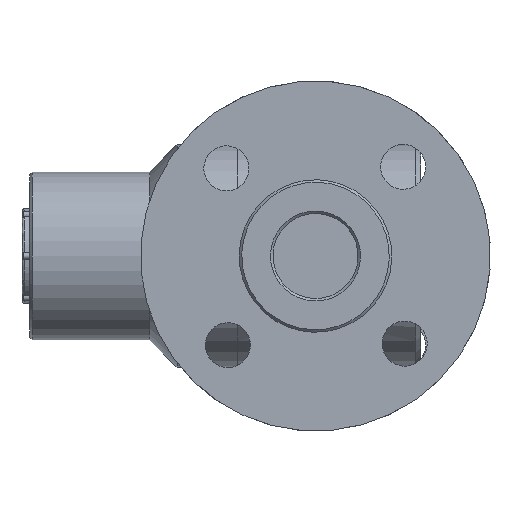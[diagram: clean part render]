
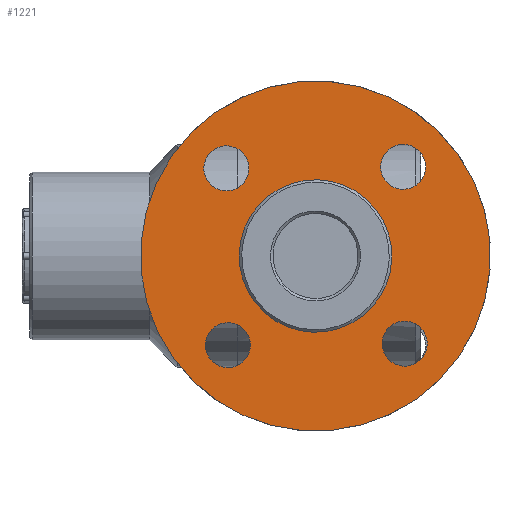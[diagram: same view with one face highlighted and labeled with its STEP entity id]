
A CAD part, left-side view. The second image highlights one B-rep face of the part: STEP entity #1221.
In plain terms, the highlighted face is planar.
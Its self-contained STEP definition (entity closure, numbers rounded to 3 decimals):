
#230 = DIRECTION ( 'NONE',  ( 0., 0., 1. ) ) ;
#292 = CARTESIAN_POINT ( 'NONE',  ( 0., 0., 0. ) ) ;
#331 = ORIENTED_EDGE ( 'NONE', *, *, #2404, .T. ) ;
#381 = AXIS2_PLACEMENT_3D ( 'NONE', #292, #890, #3349 ) ;
#577 = EDGE_LOOP ( 'NONE', ( #3129 ) ) ;
#588 = CARTESIAN_POINT ( 'NONE',  ( 0., 0., 0. ) ) ;
#614 = VERTEX_POINT ( 'NONE', #1536 ) ;
#647 = FACE_BOUND ( 'NONE', #2491, .T. ) ;
#707 = CARTESIAN_POINT ( 'NONE',  ( 0., -50., 0. ) ) ;
#716 = DIRECTION ( 'NONE',  ( 0., 0., 1. ) ) ;
#778 = CIRCLE ( 'NONE', #1869, 9. ) ;
#890 = DIRECTION ( 'NONE',  ( 0., 0., 1. ) ) ;
#895 = EDGE_CURVE ( 'NONE', #614, #614, #1367, .T. ) ;
#1058 = CARTESIAN_POINT ( 'NONE',  ( -50., 0., 0. ) ) ;
#1221 = ADVANCED_FACE ( 'NONE', ( #2173, #1280, #3387, #647, #3099, #2499 ), #3731, .F. ) ;
#1280 = FACE_BOUND ( 'NONE', #2306, .T. ) ;
#1341 = DIRECTION ( 'NONE',  ( 1., 0., 0. ) ) ;
#1364 = AXIS2_PLACEMENT_3D ( 'NONE', #707, #1941, #1638 ) ;
#1367 = CIRCLE ( 'NONE', #2262, 9. ) ;
#1422 = AXIS2_PLACEMENT_3D ( 'NONE', #3446, #2542, #1341 ) ;
#1533 = CARTESIAN_POINT ( 'NONE',  ( 25.75, 0., 0. ) ) ;
#1536 = CARTESIAN_POINT ( 'NONE',  ( 59., 0., 0. ) ) ;
#1564 = EDGE_CURVE ( 'NONE', #2159, #2159, #3213, .T. ) ;
#1638 = DIRECTION ( 'NONE',  ( 1., 0., 0. ) ) ;
#1685 = ORIENTED_EDGE ( 'NONE', *, *, #1900, .T. ) ;
#1686 = CIRCLE ( 'NONE', #1364, 9. ) ;
#1846 = EDGE_LOOP ( 'NONE', ( #2057 ) ) ;
#1860 = EDGE_CURVE ( 'NONE', #2783, #2783, #3394, .T. ) ;
#1869 = AXIS2_PLACEMENT_3D ( 'NONE', #1058, #716, #1950 ) ;
#1884 = VERTEX_POINT ( 'NONE', #3715 ) ;
#1900 = EDGE_CURVE ( 'NONE', #1884, #1884, #1686, .T. ) ;
#1901 = CARTESIAN_POINT ( 'NONE',  ( 0., 0., 0. ) ) ;
#1941 = DIRECTION ( 'NONE',  ( 0., 0., 1. ) ) ;
#1950 = DIRECTION ( 'NONE',  ( 1., 0., 0. ) ) ;
#1998 = ORIENTED_EDGE ( 'NONE', *, *, #895, .T. ) ;
#2057 = ORIENTED_EDGE ( 'NONE', *, *, #2310, .T. ) ;
#2068 = CIRCLE ( 'NONE', #2827, 25.75 ) ;
#2090 = DIRECTION ( 'NONE',  ( 1., 0., 0. ) ) ;
#2159 = VERTEX_POINT ( 'NONE', #2241 ) ;
#2173 = FACE_BOUND ( 'NONE', #1846, .T. ) ;
#2180 = CARTESIAN_POINT ( 'NONE',  ( 50., 0., 0. ) ) ;
#2220 = VERTEX_POINT ( 'NONE', #1533 ) ;
#2222 = DIRECTION ( 'NONE',  ( 1., 0., 0. ) ) ;
#2241 = CARTESIAN_POINT ( 'NONE',  ( 70., 0., 0. ) ) ;
#2262 = AXIS2_PLACEMENT_3D ( 'NONE', #2180, #3717, #2222 ) ;
#2279 = EDGE_LOOP ( 'NONE', ( #331 ) ) ;
#2306 = EDGE_LOOP ( 'NONE', ( #2699 ) ) ;
#2310 = EDGE_CURVE ( 'NONE', #2503, #2503, #778, .T. ) ;
#2404 = EDGE_CURVE ( 'NONE', #2220, #2220, #2068, .T. ) ;
#2491 = EDGE_LOOP ( 'NONE', ( #1685 ) ) ;
#2499 = FACE_BOUND ( 'NONE', #2279, .T. ) ;
#2503 = VERTEX_POINT ( 'NONE', #3430 ) ;
#2510 = AXIS2_PLACEMENT_3D ( 'NONE', #1901, #3119, #2812 ) ;
#2525 = CARTESIAN_POINT ( 'NONE',  ( 9., 50., 0. ) ) ;
#2542 = DIRECTION ( 'NONE',  ( 0., 0., 1. ) ) ;
#2699 = ORIENTED_EDGE ( 'NONE', *, *, #1860, .T. ) ;
#2716 = EDGE_LOOP ( 'NONE', ( #1998 ) ) ;
#2783 = VERTEX_POINT ( 'NONE', #2525 ) ;
#2812 = DIRECTION ( 'NONE',  ( 1., 0., 0. ) ) ;
#2827 = AXIS2_PLACEMENT_3D ( 'NONE', #588, #230, #2090 ) ;
#3099 = FACE_OUTER_BOUND ( 'NONE', #577, .T. ) ;
#3119 = DIRECTION ( 'NONE',  ( 0., 0., 1. ) ) ;
#3129 = ORIENTED_EDGE ( 'NONE', *, *, #1564, .F. ) ;
#3213 = CIRCLE ( 'NONE', #381, 70. ) ;
#3349 = DIRECTION ( 'NONE',  ( 1., 0., 0. ) ) ;
#3387 = FACE_BOUND ( 'NONE', #2716, .T. ) ;
#3394 = CIRCLE ( 'NONE', #1422, 9. ) ;
#3430 = CARTESIAN_POINT ( 'NONE',  ( -41., 0., 0. ) ) ;
#3446 = CARTESIAN_POINT ( 'NONE',  ( 0., 50., 0. ) ) ;
#3715 = CARTESIAN_POINT ( 'NONE',  ( 9., -50., 0. ) ) ;
#3717 = DIRECTION ( 'NONE',  ( 0., 0., 1. ) ) ;
#3731 = PLANE ( 'NONE',  #2510 ) ;
